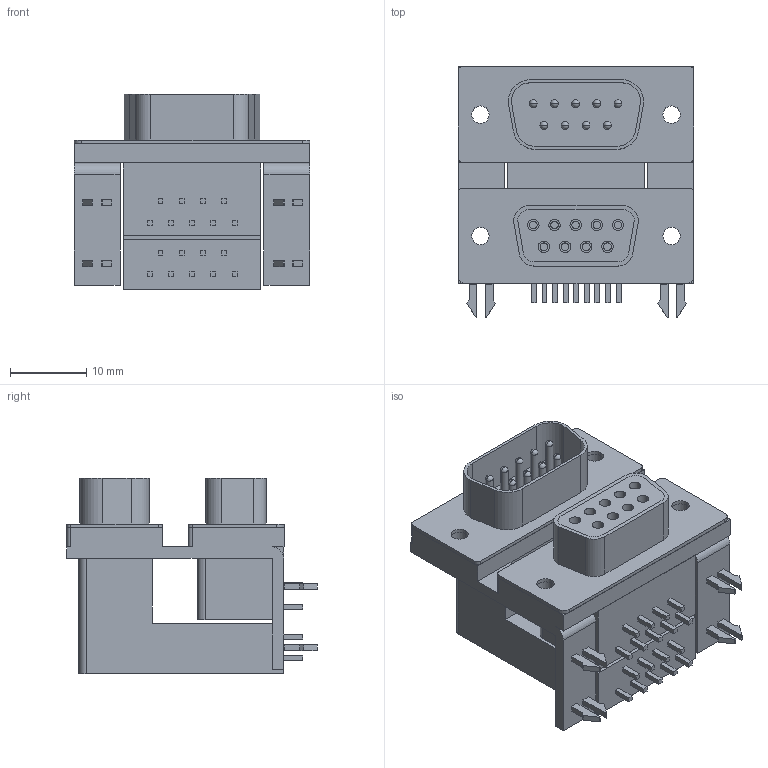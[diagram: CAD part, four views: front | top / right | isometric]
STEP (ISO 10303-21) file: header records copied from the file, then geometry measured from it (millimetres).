
FILE_DESCRIPTION (( 'STEP AP214' ), '1' );
FILE_NAME ('User Library-Dual Height DB9 Connector.STEP', '2019-12-26T10:27:43', ( '' ), ( '' ), 'SwSTEP 2.0', 'SolidWorks 2019', '' );
FILE_SCHEMA (( 'AUTOMOTIVE_DESIGN' ));
Length unit declared in the file: millimetre
Products named in the file (1): User Library-Dual Height DB9 Connector
Bounding box: 30.81 x 32.78 x 25.6 mm (x, y, z)
Volume: 10689.9 mm3; surface area: 9088.8 mm2
Topology: 12 solids, 12 shells, 393 faces, 981 edges, 643 vertices
Faces by surface type: plane 248, cylinder 127, sphere 18
Entity records: 15964 total; most frequent: DIRECTION 2004, CARTESIAN_POINT 1973, ORIENTED_EDGE 1890, EDGE_CURVE 945, VECTOR 668, AXIS2_PLACEMENT_3D 668, LINE 668, VERTEX_POINT 625
